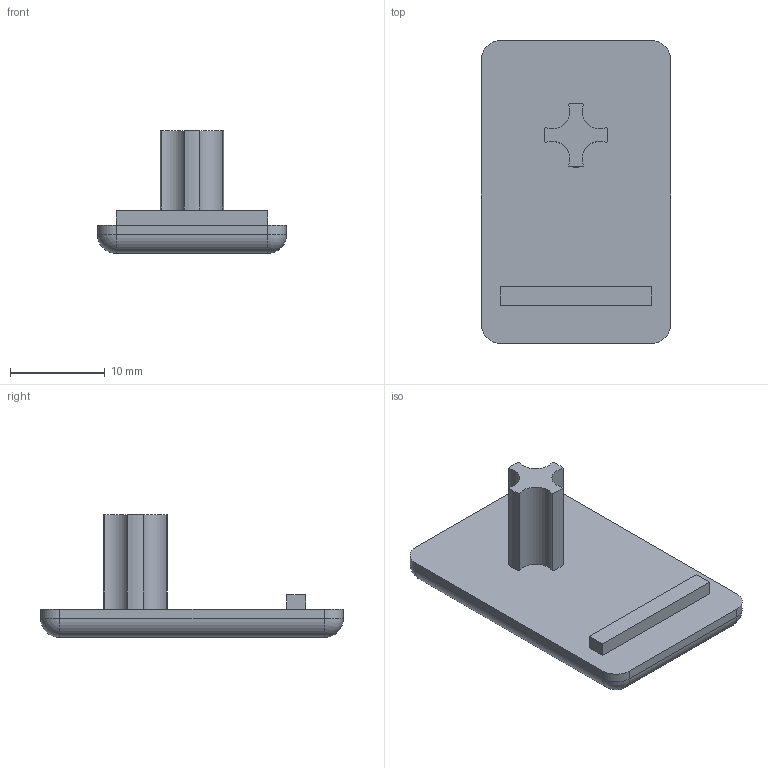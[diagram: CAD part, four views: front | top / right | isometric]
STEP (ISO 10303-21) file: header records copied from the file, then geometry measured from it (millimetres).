
FILE_DESCRIPTION(/* description */ ('TAPPO 20x32 NERO'),/* implementation_level */ '2;1');
FILE_NAME(/* name */ '18.002.00.stp',/* time_stamp */ '2014-08-25T12:29:18+02:00',/* author */ ('SRubbiani'),/* organization */ (''),/* preprocessor_version */ 'ST-DEVELOPER v15.2',/* originating_system */ 'Autodesk Inventor 2014',/* authorisation */ '');
FILE_SCHEMA (('AUTOMOTIVE_DESIGN { 1 0 10303 214 3 1 1 }'));
Length unit declared in the file: millimetre
Products named in the file (1): 18.002.00
Bounding box: 20 x 32 x 13 mm (x, y, z)
Volume: 2064.7 mm3; surface area: 1787 mm2
Topology: 1 solids, 1 shells, 32 faces, 72 edges, 44 vertices
Faces by surface type: cylinder 16, plane 12, sphere 4
Entity records: 916 total; most frequent: DIRECTION 170, CARTESIAN_POINT 149, ORIENTED_EDGE 144, EDGE_CURVE 72, AXIS2_PLACEMENT_3D 65, VERTEX_POINT 44, LINE 40, VECTOR 40
